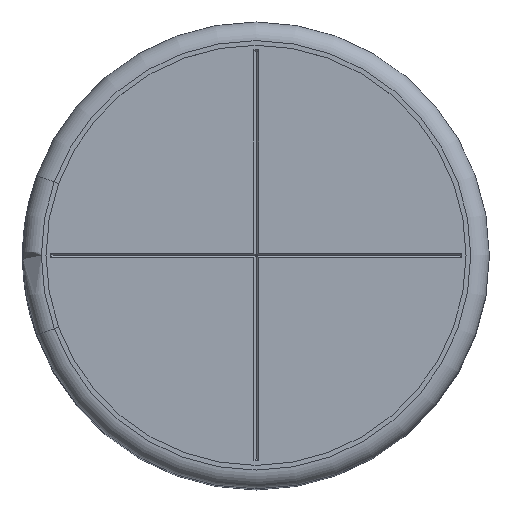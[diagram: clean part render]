
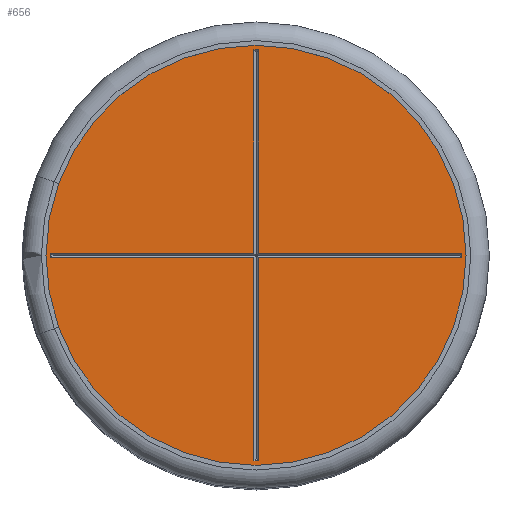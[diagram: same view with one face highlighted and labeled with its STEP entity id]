
A CAD part, top view. The second image highlights one B-rep face of the part: STEP entity #656.
In plain terms, the highlighted planar face has unit normal (0, 0, 1).
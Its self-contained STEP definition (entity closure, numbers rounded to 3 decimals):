
#656=ADVANCED_FACE('',(#1434,#1436),#1438,.T.);
#1434=FACE_BOUND('',#1435,.T.);
#1435=EDGE_LOOP('',(#2061));
#1436=FACE_BOUND('',#1437,.T.);
#1437=EDGE_LOOP('',(#2062,#2063,#2064,#2065,#2066,#2067,#2068,#2069,#2070,#2071,
#2072,#2073));
#1438=PLANE('',#1439);
#1439=AXIS2_PLACEMENT_3D('',#1440,#1441,#1442);
#1440=CARTESIAN_POINT('',(0.,0.,15.9));
#1441=DIRECTION('',(0.,0.,1.));
#1442=DIRECTION('',(1.,0.,0.));
#2061=ORIENTED_EDGE('',*,*,#2387,.T.);
#2062=ORIENTED_EDGE('',*,*,#2415,.T.);
#2063=ORIENTED_EDGE('',*,*,#2416,.T.);
#2064=ORIENTED_EDGE('',*,*,#2417,.T.);
#2065=ORIENTED_EDGE('',*,*,#2418,.T.);
#2066=ORIENTED_EDGE('',*,*,#2419,.T.);
#2067=ORIENTED_EDGE('',*,*,#2420,.T.);
#2068=ORIENTED_EDGE('',*,*,#2421,.T.);
#2069=ORIENTED_EDGE('',*,*,#2422,.T.);
#2070=ORIENTED_EDGE('',*,*,#2423,.T.);
#2071=ORIENTED_EDGE('',*,*,#2424,.T.);
#2072=ORIENTED_EDGE('',*,*,#2425,.T.);
#2073=ORIENTED_EDGE('',*,*,#2426,.T.);
#2387=EDGE_CURVE('',#2782,#2782,#2783,.T.);
#2415=EDGE_CURVE('',#2824,#2825,#2826,.F.);
#2416=EDGE_CURVE('',#2825,#2827,#2828,.F.);
#2417=EDGE_CURVE('',#2827,#2829,#2830,.F.);
#2418=EDGE_CURVE('',#2829,#2831,#2832,.F.);
#2419=EDGE_CURVE('',#2831,#2833,#2834,.F.);
#2420=EDGE_CURVE('',#2833,#2835,#2836,.F.);
#2421=EDGE_CURVE('',#2835,#2837,#2838,.F.);
#2422=EDGE_CURVE('',#2837,#2839,#2840,.F.);
#2423=EDGE_CURVE('',#2839,#2841,#2842,.F.);
#2424=EDGE_CURVE('',#2841,#2843,#2844,.F.);
#2425=EDGE_CURVE('',#2843,#2845,#2846,.F.);
#2426=EDGE_CURVE('',#2845,#2824,#2847,.F.);
#2782=VERTEX_POINT('',#4040);
#2783=CIRCLE('',#4041,4.5);
#2824=VERTEX_POINT('',#4217);
#2825=VERTEX_POINT('',#4218);
#2826=LINE('',#4219,#4220);
#2827=VERTEX_POINT('',#4222);
#2828=LINE('',#4223,#4224);
#2829=VERTEX_POINT('',#4226);
#2830=LINE('',#4227,#4228);
#2831=VERTEX_POINT('',#4230);
#2832=LINE('',#4231,#4232);
#2833=VERTEX_POINT('',#4234);
#2834=LINE('',#4235,#4236);
#2835=VERTEX_POINT('',#4238);
#2836=LINE('',#4239,#4240);
#2837=VERTEX_POINT('',#4242);
#2838=LINE('',#4243,#4244);
#2839=VERTEX_POINT('',#4246);
#2840=LINE('',#4247,#4248);
#2841=VERTEX_POINT('',#4250);
#2842=LINE('',#4251,#4252);
#2843=VERTEX_POINT('',#4254);
#2844=LINE('',#4255,#4256);
#2845=VERTEX_POINT('',#4258);
#2846=LINE('',#4259,#4260);
#2847=LINE('',#4262,#4263);
#4040=CARTESIAN_POINT('',(4.5,0.,15.9));
#4041=AXIS2_PLACEMENT_3D('',#4042,#4043,#4044);
#4042=CARTESIAN_POINT('',(0.,0.,15.9));
#4043=DIRECTION('',(0.,0.,1.));
#4044=DIRECTION('',(1.,0.,0.));
#4217=CARTESIAN_POINT('',(-0.046,-0.05,15.9));
#4218=CARTESIAN_POINT('',(-4.396,-0.05,15.9));
#4219=CARTESIAN_POINT('',(-4.396,-0.05,15.9));
#4220=VECTOR('',#4221,1.);
#4221=DIRECTION('',(1.,0.,0.));
#4222=CARTESIAN_POINT('',(-4.396,0.05,15.9));
#4223=CARTESIAN_POINT('',(-4.396,0.05,15.9));
#4224=VECTOR('',#4225,1.);
#4225=DIRECTION('',(0.,-1.,0.));
#4226=CARTESIAN_POINT('',(-0.046,0.05,15.9));
#4227=CARTESIAN_POINT('',(-0.046,0.05,15.9));
#4228=VECTOR('',#4229,1.);
#4229=DIRECTION('',(-1.,0.,0.));
#4230=CARTESIAN_POINT('',(-0.046,4.4,15.9));
#4231=CARTESIAN_POINT('',(-0.046,4.4,15.9));
#4232=VECTOR('',#4233,1.);
#4233=DIRECTION('',(0.,-1.,0.));
#4234=CARTESIAN_POINT('',(0.054,4.4,15.9));
#4235=CARTESIAN_POINT('',(0.054,4.4,15.9));
#4236=VECTOR('',#4237,1.);
#4237=DIRECTION('',(-1.,0.,0.));
#4238=CARTESIAN_POINT('',(0.054,0.05,15.9));
#4239=CARTESIAN_POINT('',(0.054,0.05,15.9));
#4240=VECTOR('',#4241,1.);
#4241=DIRECTION('',(0.,1.,0.));
#4242=CARTESIAN_POINT('',(4.404,0.05,15.9));
#4243=CARTESIAN_POINT('',(4.404,0.05,15.9));
#4244=VECTOR('',#4245,1.);
#4245=DIRECTION('',(-1.,0.,0.));
#4246=CARTESIAN_POINT('',(4.404,-0.05,15.9));
#4247=CARTESIAN_POINT('',(4.404,-0.05,15.9));
#4248=VECTOR('',#4249,1.);
#4249=DIRECTION('',(0.,1.,0.));
#4250=CARTESIAN_POINT('',(0.054,-0.05,15.9));
#4251=CARTESIAN_POINT('',(0.054,-0.05,15.9));
#4252=VECTOR('',#4253,1.);
#4253=DIRECTION('',(1.,0.,0.));
#4254=CARTESIAN_POINT('',(0.054,-4.4,15.9));
#4255=CARTESIAN_POINT('',(0.054,-4.4,15.9));
#4256=VECTOR('',#4257,1.);
#4257=DIRECTION('',(0.,1.,0.));
#4258=CARTESIAN_POINT('',(-0.046,-4.4,15.9));
#4259=CARTESIAN_POINT('',(-0.046,-4.4,15.9));
#4260=VECTOR('',#4261,1.);
#4261=DIRECTION('',(1.,0.,0.));
#4262=CARTESIAN_POINT('',(-0.046,-0.05,15.9));
#4263=VECTOR('',#4264,1.);
#4264=DIRECTION('',(0.,-1.,0.));
